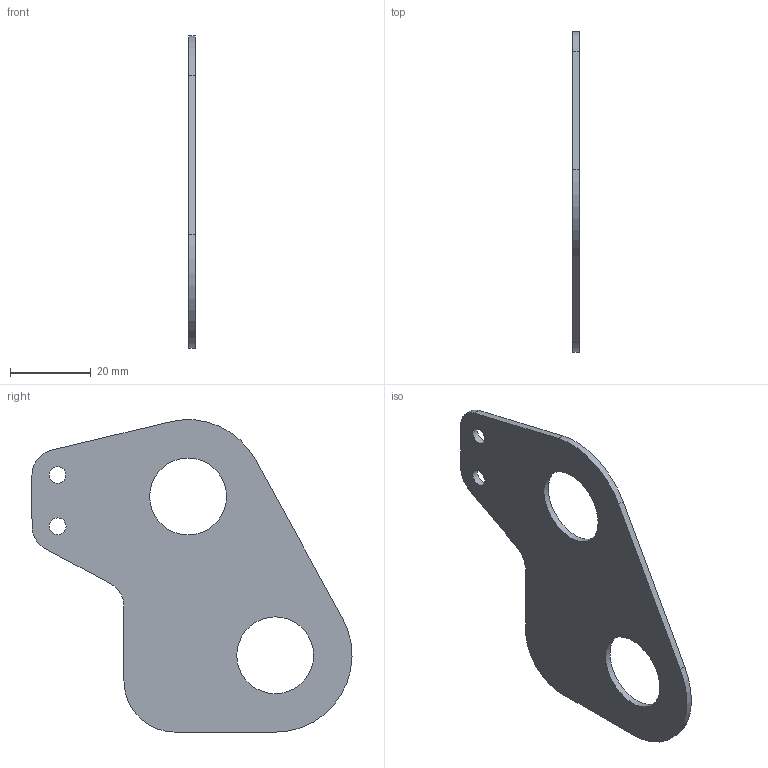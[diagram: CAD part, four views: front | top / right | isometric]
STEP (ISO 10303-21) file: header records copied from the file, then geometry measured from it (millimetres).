
FILE_DESCRIPTION(/* description */ (''),/* implementation_level */ '2;1');
FILE_NAME(/* name */ 'Tank Mount.step',/* time_stamp */ '2024-06-28T04:16:21-05:00',/* author */ (''),/* organization */ (''),/* preprocessor_version */ 'ST-DEVELOPER v20',/* originating_system */ 'Autodesk Translation Framework v13.14.0.145',/* authorisation */ '');
FILE_SCHEMA (('AUTOMOTIVE_DESIGN { 1 0 10303 214 3 1 1 }'));
Length unit declared in the file: inch
Products named in the file (1): Drivetrain_Air Tank Mount (Owen Edit) v5
Bounding box: 1.59 x 79.34 x 77.42 mm (x, y, z)
Volume: 5598.3 mm3; surface area: 7690.7 mm2
Topology: 1 solids, 1 shells, 18 faces, 49 edges, 33 vertices
Faces by surface type: cylinder 10, plane 8
Full cylindrical faces by diameter (mm): 4.166 x2, 19.05 x2
Entity records: 639 total; most frequent: DIRECTION 107, CARTESIAN_POINT 101, ORIENTED_EDGE 98, EDGE_CURVE 49, AXIS2_PLACEMENT_3D 39, VERTEX_POINT 33, LINE 29, VECTOR 29
